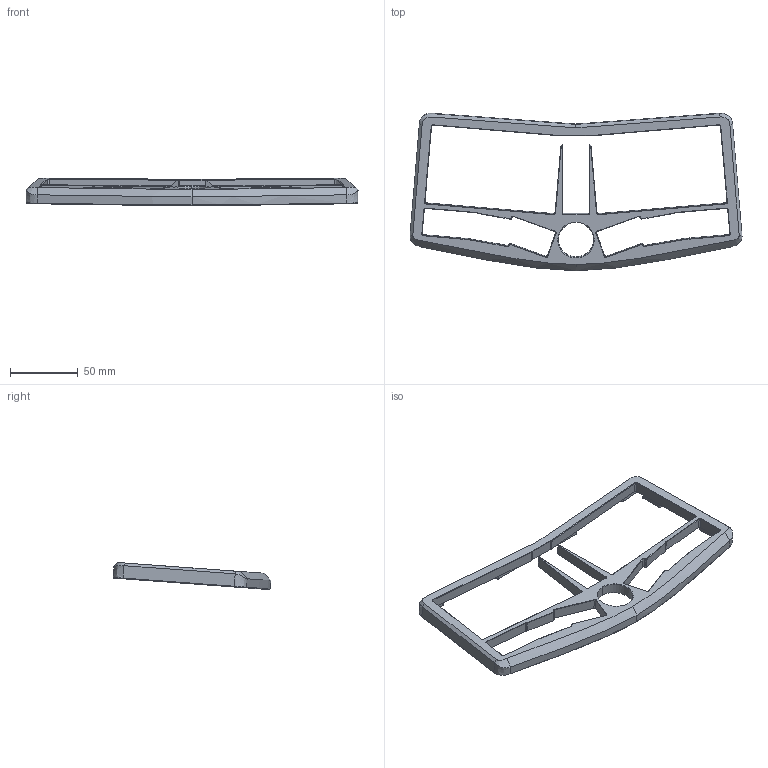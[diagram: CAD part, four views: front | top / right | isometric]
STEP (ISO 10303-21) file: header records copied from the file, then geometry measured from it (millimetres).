
FILE_DESCRIPTION(/* description */ (''),/* implementation_level */ '2;1');
FILE_NAME(/* name */ 'Buran Bofa Top.step',/* time_stamp */ '2024-02-02T23:06:28-08:00',/* author */ (''),/* organization */ (''),/* preprocessor_version */ 'ST-DEVELOPER v20',/* originating_system */ 'Autodesk Translation Framework v12.14.0.127',/* authorisation */ '');
FILE_SCHEMA (('AUTOMOTIVE_DESIGN { 1 0 10303 214 3 1 1 }'));
Length unit declared in the file: millimetre
Products named in the file (1): Buran Bofa Deux
Bounding box: 244.55 x 116.06 x 19.97 mm (x, y, z)
Volume: 73242.5 mm3; surface area: 35984.9 mm2
Topology: 1 solids, 1 shells, 288 faces, 719 edges, 450 vertices
Faces by surface type: plane 126, cylinder 92, cone 38, bspline 32
Full cylindrical faces by diameter (mm): 3.2 x6, 3.3 x10
Entity records: 10000 total; most frequent: CARTESIAN_POINT 3141, ORIENTED_EDGE 1438, DIRECTION 1378, EDGE_CURVE 719, AXIS2_PLACEMENT_3D 479, VERTEX_POINT 450, LINE 420, VECTOR 420
